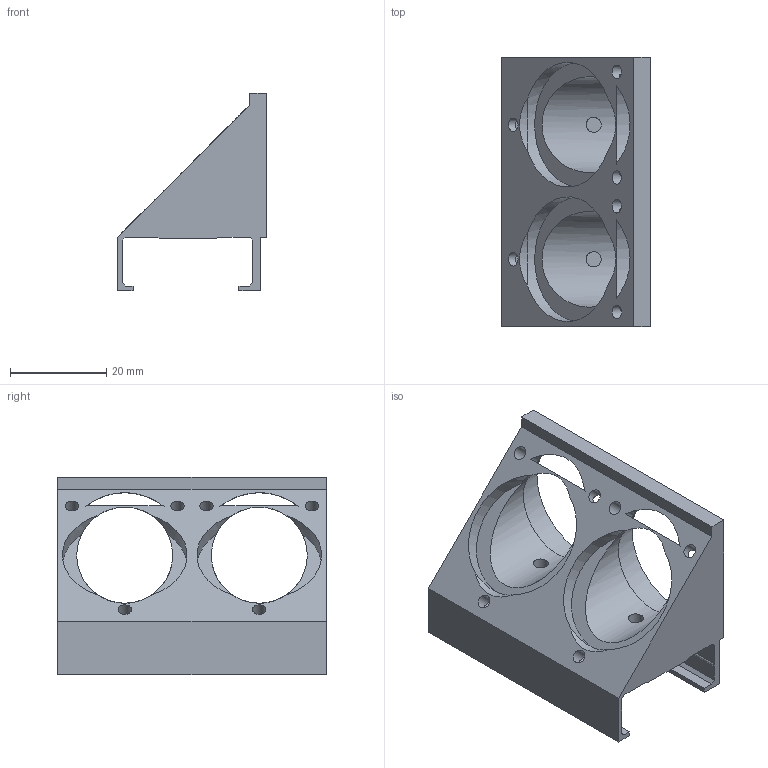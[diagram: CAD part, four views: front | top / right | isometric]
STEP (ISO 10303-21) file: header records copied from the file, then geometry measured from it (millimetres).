
FILE_DESCRIPTION(/* description */ (''),/* implementation_level */ '2;1');
FILE_NAME(/* name */ '30_Cube_Insert_Filter_Revolver_Filter_base_triple.ipt.step',/* time_stamp */ '2022-11-29T08:15:43+01:00',/* author */ ('diederichbenedict'),/* organization */ (''),/* preprocessor_version */ 'ST-DEVELOPER v18.1',/* originating_system */ 'Autodesk Inventor 2022',/* authorisation */ '');
FILE_SCHEMA (('AUTOMOTIVE_DESIGN { 1 0 10303 214 3 1 1 }'));
Length unit declared in the file: millimetre
Products named in the file (1): 30_Cube_Insert_Filter_Revolver_Filter_base_triple
Bounding box: 31 x 56 x 41.15 mm (x, y, z)
Volume: 14363.3 mm3; surface area: 11024.8 mm2
Topology: 1 solids, 1 shells, 52 faces, 144 edges, 98 vertices
Faces by surface type: plane 35, cylinder 17
Full cylindrical faces by diameter (mm): 2.8 x6, 3.142 x2, 20 x2, 26 x2
Entity records: 2007 total; most frequent: CARTESIAN_POINT 593, ORIENTED_EDGE 288, DIRECTION 268, EDGE_CURVE 144, VERTEX_POINT 98, LINE 90, VECTOR 90, AXIS2_PLACEMENT_3D 89
